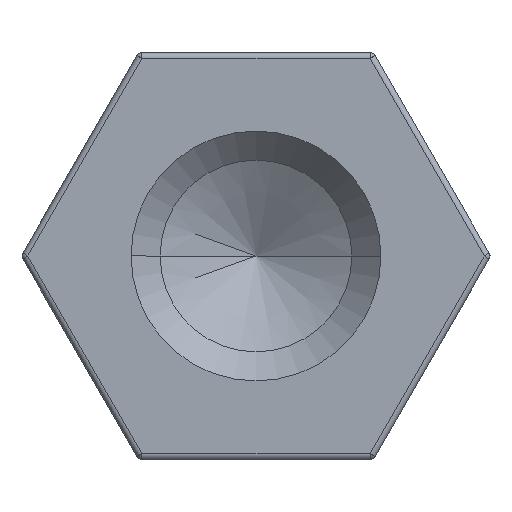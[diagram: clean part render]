
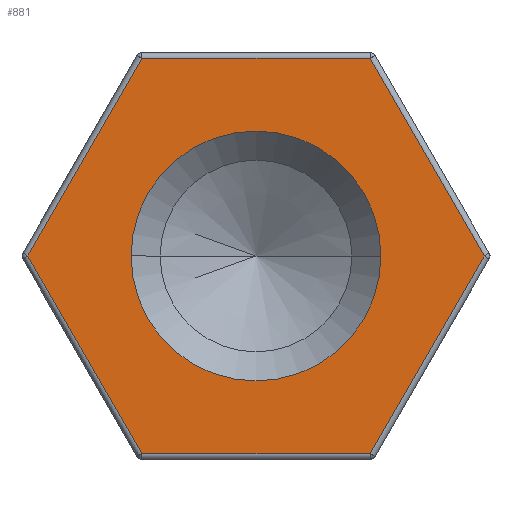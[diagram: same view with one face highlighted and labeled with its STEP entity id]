
A CAD part, left-side view. The second image highlights one B-rep face of the part: STEP entity #881.
In plain terms, the highlighted planar face has unit normal (-1, 0, 0).
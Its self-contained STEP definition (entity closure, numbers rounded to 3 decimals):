
#14 = CARTESIAN_POINT ( 'NONE',  ( 0., -1.963, 3.4 ) ) ;
#56 = VECTOR ( 'NONE', #1296, 1000. ) ;
#71 = CARTESIAN_POINT ( 'NONE',  ( 0., 2.944, 1.7 ) ) ;
#78 = CARTESIAN_POINT ( 'NONE',  ( 0., 1.963, 3.4 ) ) ;
#81 = CARTESIAN_POINT ( 'NONE',  ( 0., -2.944, -1.7 ) ) ;
#85 = DIRECTION ( 'NONE',  ( 0., 0.5, -0.866 ) ) ;
#98 = CIRCLE ( 'NONE', #1390, 2.15 ) ;
#108 = FACE_OUTER_BOUND ( 'NONE', #1109, .T. ) ;
#121 = FACE_BOUND ( 'NONE', #906, .T. ) ;
#182 = LINE ( 'NONE', #415, #56 ) ;
#219 = DIRECTION ( 'NONE',  ( 0., -0.5, 0.866 ) ) ;
#236 = DIRECTION ( 'NONE',  ( 0., 1., 0. ) ) ;
#252 = DIRECTION ( 'NONE',  ( 1., 0., 0. ) ) ;
#255 = CARTESIAN_POINT ( 'NONE',  ( 0., 0., 0. ) ) ;
#278 = DIRECTION ( 'NONE',  ( 1., 0., 0. ) ) ;
#288 = DIRECTION ( 'NONE',  ( 1., 0., 0. ) ) ;
#316 = CARTESIAN_POINT ( 'NONE',  ( 0., 2.15, 0. ) ) ;
#323 = VECTOR ( 'NONE', #219, 1000. ) ;
#345 = LINE ( 'NONE', #81, #323 ) ;
#358 = LINE ( 'NONE', #446, #401 ) ;
#370 = CARTESIAN_POINT ( 'NONE',  ( 0., -1.963, -3.4 ) ) ;
#374 = DIRECTION ( 'NONE',  ( 0., -0.5, -0.866 ) ) ;
#387 = VECTOR ( 'NONE', #85, 1000. ) ;
#391 = LINE ( 'NONE', #71, #387 ) ;
#401 = VECTOR ( 'NONE', #374, 1000. ) ;
#415 = CARTESIAN_POINT ( 'NONE',  ( 0., 0., -3.4 ) ) ;
#446 = CARTESIAN_POINT ( 'NONE',  ( 0., 2.944, -1.7 ) ) ;
#474 = EDGE_CURVE ( 'NONE', #1032, #832, #358, .T. ) ;
#579 = CARTESIAN_POINT ( 'NONE',  ( 0., -2.15, 0. ) ) ;
#580 = EDGE_CURVE ( 'NONE', #586, #1032, #391, .T. ) ;
#586 = VERTEX_POINT ( 'NONE', #78 ) ;
#649 = VERTEX_POINT ( 'NONE', #316 ) ;
#668 = VERTEX_POINT ( 'NONE', #370 ) ;
#669 = EDGE_CURVE ( 'NONE', #715, #649, #1161, .T. ) ;
#677 = EDGE_CURVE ( 'NONE', #668, #818, #345, .T. ) ;
#715 = VERTEX_POINT ( 'NONE', #579 ) ;
#723 = ORIENTED_EDGE ( 'NONE', *, *, #1388, .T. ) ;
#726 = ORIENTED_EDGE ( 'NONE', *, *, #1311, .T. ) ;
#728 = ORIENTED_EDGE ( 'NONE', *, *, #580, .T. ) ;
#729 = ORIENTED_EDGE ( 'NONE', *, *, #474, .T. ) ;
#732 = ORIENTED_EDGE ( 'NONE', *, *, #788, .T. ) ;
#735 = ORIENTED_EDGE ( 'NONE', *, *, #677, .T. ) ;
#736 = ORIENTED_EDGE ( 'NONE', *, *, #1352, .T. ) ;
#739 = ORIENTED_EDGE ( 'NONE', *, *, #669, .T. ) ;
#740 = CARTESIAN_POINT ( 'NONE',  ( 0., -3.926, 0. ) ) ;
#774 = VECTOR ( 'NONE', #1318, 1000. ) ;
#788 = EDGE_CURVE ( 'NONE', #832, #668, #182, .T. ) ;
#818 = VERTEX_POINT ( 'NONE', #740 ) ;
#828 = CARTESIAN_POINT ( 'NONE',  ( 0., 3.926, 0. ) ) ;
#832 = VERTEX_POINT ( 'NONE', #901 ) ;
#881 = ADVANCED_FACE ( 'NONE', ( #108, #121 ), #922, .F. ) ;
#901 = CARTESIAN_POINT ( 'NONE',  ( 0., 1.963, -3.4 ) ) ;
#906 = EDGE_LOOP ( 'NONE', ( #736, #739 ) ) ;
#919 = VECTOR ( 'NONE', #1202, 1000. ) ;
#922 = PLANE ( 'NONE',  #1028 ) ;
#951 = VERTEX_POINT ( 'NONE', #14 ) ;
#1028 = AXIS2_PLACEMENT_3D ( 'NONE', #1155, #288, #1211 ) ;
#1032 = VERTEX_POINT ( 'NONE', #828 ) ;
#1109 = EDGE_LOOP ( 'NONE', ( #723, #726, #728, #729, #732, #735 ) ) ;
#1147 = CARTESIAN_POINT ( 'NONE',  ( 0., 0., 3.4 ) ) ;
#1152 = CARTESIAN_POINT ( 'NONE',  ( 0., 0., 0. ) ) ;
#1155 = CARTESIAN_POINT ( 'NONE',  ( 0., 0., 0. ) ) ;
#1161 = CIRCLE ( 'NONE', #1422, 2.15 ) ;
#1190 = LINE ( 'NONE', #1147, #919 ) ;
#1202 = DIRECTION ( 'NONE',  ( 0., 1., 0. ) ) ;
#1207 = DIRECTION ( 'NONE',  ( 0., 1., 0. ) ) ;
#1211 = DIRECTION ( 'NONE',  ( 0., 1., 0. ) ) ;
#1267 = CARTESIAN_POINT ( 'NONE',  ( 0., -2.944, 1.7 ) ) ;
#1296 = DIRECTION ( 'NONE',  ( 0., -1., 0. ) ) ;
#1311 = EDGE_CURVE ( 'NONE', #951, #586, #1190, .T. ) ;
#1318 = DIRECTION ( 'NONE',  ( 0., 0.5, 0.866 ) ) ;
#1352 = EDGE_CURVE ( 'NONE', #649, #715, #98, .T. ) ;
#1388 = EDGE_CURVE ( 'NONE', #818, #951, #1434, .T. ) ;
#1390 = AXIS2_PLACEMENT_3D ( 'NONE', #1152, #278, #1207 ) ;
#1422 = AXIS2_PLACEMENT_3D ( 'NONE', #255, #252, #236 ) ;
#1434 = LINE ( 'NONE', #1267, #774 ) ;
